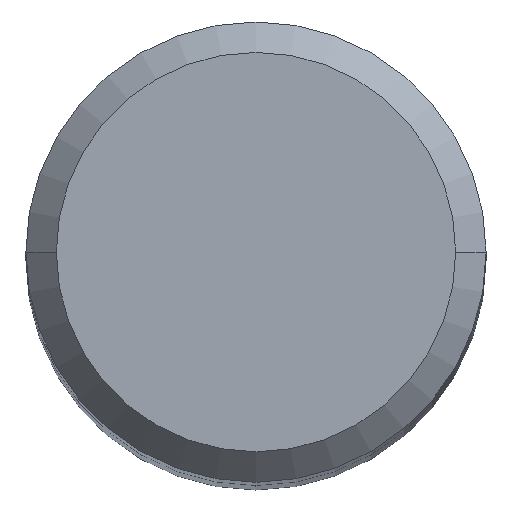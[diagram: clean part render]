
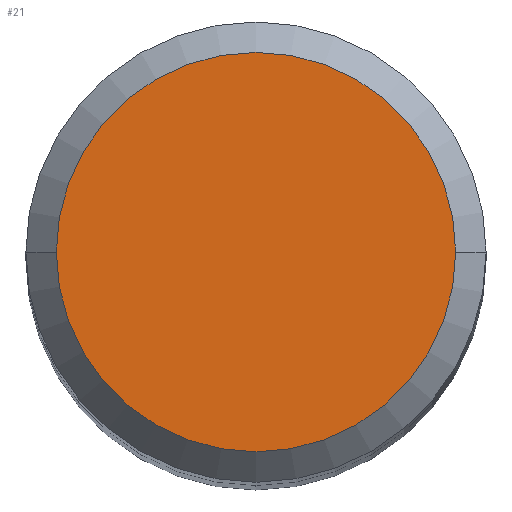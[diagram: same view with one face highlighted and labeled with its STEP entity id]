
A CAD part, top view. The second image highlights one B-rep face of the part: STEP entity #21.
In plain terms, the highlighted planar face has unit normal (0, 0, 1).
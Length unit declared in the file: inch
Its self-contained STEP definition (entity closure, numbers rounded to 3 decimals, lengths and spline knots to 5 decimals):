
#2 = EDGE_CURVE ( 'NONE', #341, #348, #40, .T. ) ;
#21 = ADVANCED_FACE ( 'NONE', ( #357 ), #188, .F. ) ;
#25 = EDGE_CURVE ( 'NONE', #348, #341, #353, .T. ) ;
#40 = CIRCLE ( 'NONE', #359, 0.20495 ) ;
#44 = DIRECTION ( 'NONE',  ( 0., 0., 1. ) ) ;
#51 = EDGE_LOOP ( 'NONE', ( #381, #222 ) ) ;
#52 = DIRECTION ( 'NONE',  ( 0., 0., -1. ) ) ;
#129 = CARTESIAN_POINT ( 'NONE',  ( -0.20495, 0., 0. ) ) ;
#134 = DIRECTION ( 'NONE',  ( -1., 0., 0. ) ) ;
#161 = DIRECTION ( 'NONE',  ( 1., 0., 0. ) ) ;
#167 = DIRECTION ( 'NONE',  ( 0., 0., 1. ) ) ;
#188 = PLANE ( 'NONE',  #215 ) ;
#198 = CARTESIAN_POINT ( 'NONE',  ( 0., 0., 0. ) ) ;
#215 = AXIS2_PLACEMENT_3D ( 'NONE', #321, #52, #134 ) ;
#217 = DIRECTION ( 'NONE',  ( 1., 0., 0. ) ) ;
#222 = ORIENTED_EDGE ( 'NONE', *, *, #2, .T. ) ;
#310 = CARTESIAN_POINT ( 'NONE',  ( 0., 0., 0. ) ) ;
#321 = CARTESIAN_POINT ( 'NONE',  ( 0., 0., 0. ) ) ;
#335 = CARTESIAN_POINT ( 'NONE',  ( 0.20495, 0., 0. ) ) ;
#341 = VERTEX_POINT ( 'NONE', #335 ) ;
#348 = VERTEX_POINT ( 'NONE', #129 ) ;
#353 = CIRCLE ( 'NONE', #387, 0.20495 ) ;
#357 = FACE_OUTER_BOUND ( 'NONE', #51, .T. ) ;
#359 = AXIS2_PLACEMENT_3D ( 'NONE', #198, #167, #217 ) ;
#381 = ORIENTED_EDGE ( 'NONE', *, *, #25, .T. ) ;
#387 = AXIS2_PLACEMENT_3D ( 'NONE', #310, #44, #161 ) ;
